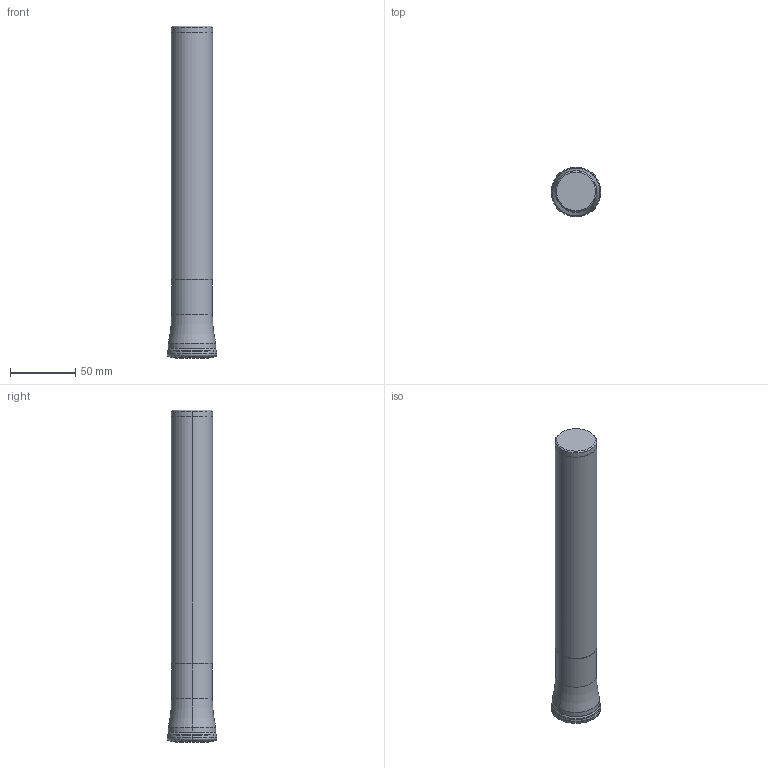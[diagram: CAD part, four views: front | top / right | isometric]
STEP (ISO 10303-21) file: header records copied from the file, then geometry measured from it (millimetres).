
FILE_DESCRIPTION(/* description */ (''),/* implementation_level */ '2;1');
FILE_NAME(/* name */ 'AJXU09R244SA20M_IR0_079.stp',/* time_stamp */ '2021-09-08T11:48:59+09:00',/* author */ (''),/* organization */ (''),/* preprocessor_version */ 'ST-DEVELOPER v16',/* originating_system */ 'SIEMENS PLM Software NX 10.0',/* authorisation */ '');
FILE_SCHEMA (('AUTOMOTIVE_DESIGN { 1 0 10303 214 3 1 1 1 }'));
Length unit declared in the file: millimetre
Products named in the file (1): AJXU09R244SA20M_IR0_079_ASM
Bounding box: 38.1 x 38.1 x 254 mm (x, y, z)
Volume: 209457.7 mm3; surface area: 29919.6 mm2
Topology: 2 solids, 2 shells, 95 faces, 227 edges, 169 vertices
Faces by surface type: torus 36, revolution 24, cone 16, cylinder 10, plane 5, bspline 4
Entity records: 3460 total; most frequent: CARTESIAN_POINT 1080, DIRECTION 523, ORIENTED_EDGE 396, AXIS2_PLACEMENT_3D 235, EDGE_CURVE 198, CIRCLE 157, VERTEX_POINT 108, EDGE_LOOP 98
